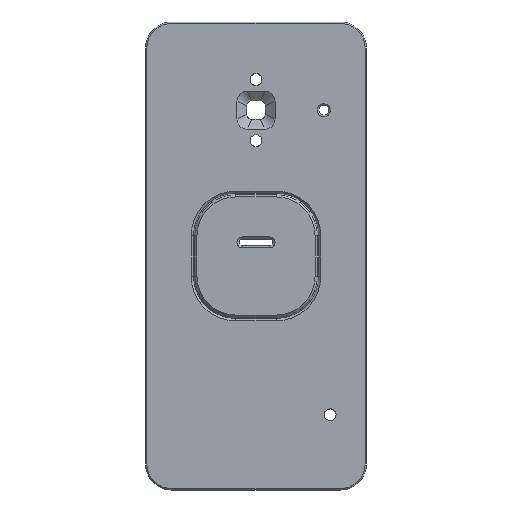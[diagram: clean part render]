
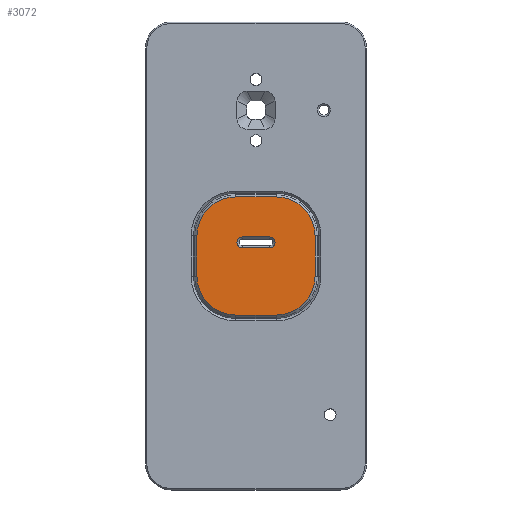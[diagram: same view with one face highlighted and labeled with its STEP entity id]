
A CAD part, top view. The second image highlights one B-rep face of the part: STEP entity #3072.
In plain terms, the highlighted planar face has unit normal (0, 0, 1).
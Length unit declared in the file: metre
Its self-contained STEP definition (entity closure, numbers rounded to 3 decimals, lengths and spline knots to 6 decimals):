
#336=LINE('',#5211,#634);
#337=LINE('',#5215,#635);
#338=LINE('',#5219,#636);
#339=LINE('',#5223,#637);
#340=LINE('',#5227,#638);
#341=LINE('',#5231,#639);
#634=VECTOR('',#4127,1.);
#635=VECTOR('',#4130,1.);
#636=VECTOR('',#4133,1.);
#637=VECTOR('',#4136,1.);
#638=VECTOR('',#4139,1.);
#639=VECTOR('',#4142,1.);
#1349=ORIENTED_EDGE('',*,*,#1913,.T.);
#1350=ORIENTED_EDGE('',*,*,#1914,.T.);
#1351=ORIENTED_EDGE('',*,*,#1915,.T.);
#1352=ORIENTED_EDGE('',*,*,#1916,.T.);
#1353=ORIENTED_EDGE('',*,*,#1917,.T.);
#1354=ORIENTED_EDGE('',*,*,#1918,.T.);
#1355=ORIENTED_EDGE('',*,*,#1919,.T.);
#1356=ORIENTED_EDGE('',*,*,#1920,.T.);
#1357=ORIENTED_EDGE('',*,*,#1921,.T.);
#1358=ORIENTED_EDGE('',*,*,#1922,.T.);
#1359=ORIENTED_EDGE('',*,*,#1923,.T.);
#1360=ORIENTED_EDGE('',*,*,#1924,.T.);
#1913=EDGE_CURVE('',#2237,#2238,#2372,.F.);
#1914=EDGE_CURVE('',#2238,#2239,#336,.T.);
#1915=EDGE_CURVE('',#2239,#2240,#2373,.F.);
#1916=EDGE_CURVE('',#2240,#2237,#337,.T.);
#1917=EDGE_CURVE('',#2241,#2242,#2374,.T.);
#1918=EDGE_CURVE('',#2242,#2243,#338,.T.);
#1919=EDGE_CURVE('',#2243,#2244,#2375,.T.);
#1920=EDGE_CURVE('',#2244,#2245,#339,.T.);
#1921=EDGE_CURVE('',#2245,#2246,#2376,.T.);
#1922=EDGE_CURVE('',#2246,#2247,#340,.T.);
#1923=EDGE_CURVE('',#2247,#2248,#2377,.T.);
#1924=EDGE_CURVE('',#2248,#2241,#341,.T.);
#2237=VERTEX_POINT('',#5209);
#2238=VERTEX_POINT('',#5210);
#2239=VERTEX_POINT('',#5212);
#2240=VERTEX_POINT('',#5214);
#2241=VERTEX_POINT('',#5217);
#2242=VERTEX_POINT('',#5218);
#2243=VERTEX_POINT('',#5220);
#2244=VERTEX_POINT('',#5222);
#2245=VERTEX_POINT('',#5224);
#2246=VERTEX_POINT('',#5226);
#2247=VERTEX_POINT('',#5228);
#2248=VERTEX_POINT('',#5230);
#2372=CIRCLE('',#3366,0.0008);
#2373=CIRCLE('',#3367,0.0008);
#2374=CIRCLE('',#3368,0.0057);
#2375=CIRCLE('',#3369,0.0057);
#2376=CIRCLE('',#3370,0.0057);
#2377=CIRCLE('',#3371,0.0057);
#2556=EDGE_LOOP('',(#1349,#1350,#1351,#1352));
#2557=EDGE_LOOP('',(#1353,#1354,#1355,#1356,#1357,#1358,#1359,#1360));
#2778=FACE_BOUND('',#2556,.T.);
#2779=FACE_BOUND('',#2557,.T.);
#2907=PLANE('',#3365);
#3072=ADVANCED_FACE('',(#2778,#2779),#2907,.T.);
#3365=AXIS2_PLACEMENT_3D('',#5207,#4123,#4124);
#3366=AXIS2_PLACEMENT_3D('',#5208,#4125,#4126);
#3367=AXIS2_PLACEMENT_3D('',#5213,#4128,#4129);
#3368=AXIS2_PLACEMENT_3D('',#5216,#4131,#4132);
#3369=AXIS2_PLACEMENT_3D('',#5221,#4134,#4135);
#3370=AXIS2_PLACEMENT_3D('',#5225,#4137,#4138);
#3371=AXIS2_PLACEMENT_3D('',#5229,#4140,#4141);
#4123=DIRECTION('',(0.,0.,1.));
#4124=DIRECTION('',(1.,0.,0.));
#4125=DIRECTION('',(0.,0.,1.));
#4126=DIRECTION('',(0.,-1.,0.));
#4127=DIRECTION('',(-1.,0.,0.));
#4128=DIRECTION('',(0.,0.,1.));
#4129=DIRECTION('',(0.,-1.,0.));
#4130=DIRECTION('',(1.,0.,0.));
#4131=DIRECTION('',(0.,0.,1.));
#4132=DIRECTION('',(0.,-1.,0.));
#4133=DIRECTION('',(0.,1.,0.));
#4134=DIRECTION('',(0.,0.,1.));
#4135=DIRECTION('',(0.,-1.,0.));
#4136=DIRECTION('',(-1.,0.,0.));
#4137=DIRECTION('',(0.,0.,1.));
#4138=DIRECTION('',(0.,-1.,0.));
#4139=DIRECTION('',(0.,-1.,0.));
#4140=DIRECTION('',(0.,0.,1.));
#4141=DIRECTION('',(0.,-1.,0.));
#4142=DIRECTION('',(1.,0.,0.));
#5207=CARTESIAN_POINT('',(0.,0.,0.00536));
#5208=CARTESIAN_POINT('',(0.002,0.002,0.00536));
#5209=CARTESIAN_POINT('',(0.002,0.0028,0.00536));
#5210=CARTESIAN_POINT('',(0.002,0.0012,0.00536));
#5211=CARTESIAN_POINT('',(-0.002,0.0012,0.00536));
#5212=CARTESIAN_POINT('',(-0.002,0.0012,0.00536));
#5213=CARTESIAN_POINT('',(-0.002,0.002,0.00536));
#5214=CARTESIAN_POINT('',(-0.002,0.0028,0.00536));
#5215=CARTESIAN_POINT('',(0.,0.0028,0.00536));
#5216=CARTESIAN_POINT('',(0.003,-0.003,0.00536));
#5217=CARTESIAN_POINT('',(0.003,-0.0087,0.00536));
#5218=CARTESIAN_POINT('',(0.0087,-0.003,0.00536));
#5219=CARTESIAN_POINT('',(0.0087,0.,0.00536));
#5220=CARTESIAN_POINT('',(0.0087,0.003,0.00536));
#5221=CARTESIAN_POINT('',(0.003,0.003,0.00536));
#5222=CARTESIAN_POINT('',(0.003,0.0087,0.00536));
#5223=CARTESIAN_POINT('',(0.,0.0087,0.00536));
#5224=CARTESIAN_POINT('',(-0.003,0.0087,0.00536));
#5225=CARTESIAN_POINT('',(-0.003,0.003,0.00536));
#5226=CARTESIAN_POINT('',(-0.0087,0.003,0.00536));
#5227=CARTESIAN_POINT('',(-0.0087,-0.003,0.00536));
#5228=CARTESIAN_POINT('',(-0.0087,-0.003,0.00536));
#5229=CARTESIAN_POINT('',(-0.003,-0.003,0.00536));
#5230=CARTESIAN_POINT('',(-0.003,-0.0087,0.00536));
#5231=CARTESIAN_POINT('',(0.003,-0.0087,0.00536));
